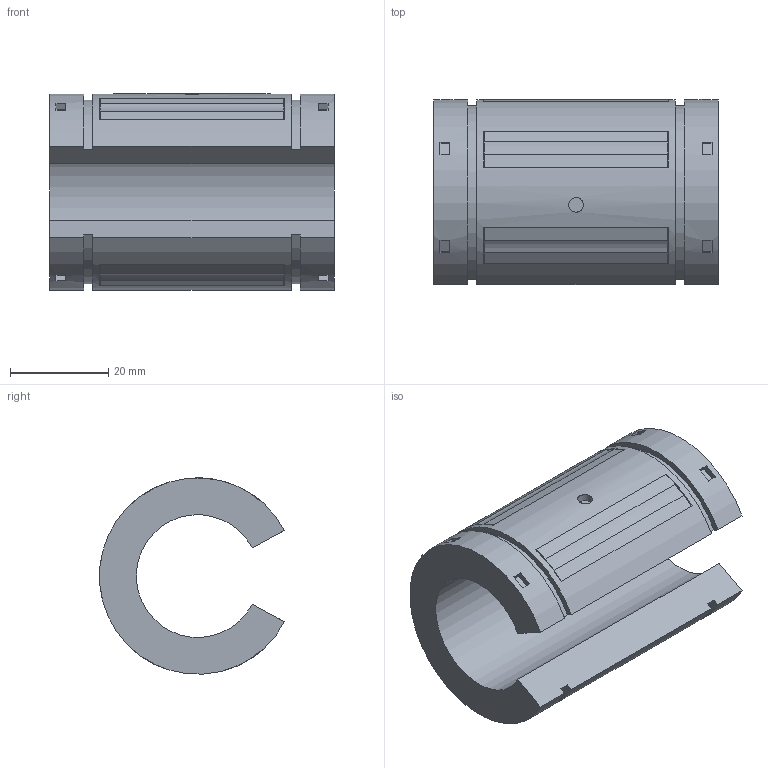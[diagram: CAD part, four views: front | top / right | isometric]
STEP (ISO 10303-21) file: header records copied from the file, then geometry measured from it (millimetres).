
FILE_DESCRIPTION( ( 'STEP AP214' ), '1' );
FILE_NAME( 'TK25UU-OP_2_14.stp', ' ', ( ' ' ), ( ' ' ), 'PSStep 15.0.47', 'PARTsolutions', ' ' );
FILE_SCHEMA( ( 'AUTOMOTIVE_DESIGN { 1 0 10303 214 1 1 1 1 }' ) );
Length unit declared in the file: millimetre
Products named in the file (2): TK25UU-OP; _TK25-OP
Assembly tree (1 placements, depth 2):
  TK25UU-OP
    _TK25-OP
Bounding box: 58 x 37.68 x 39.97 mm (x, y, z)
Volume: 36896.6 mm3; surface area: 12936.7 mm2
Topology: 1 solids, 1 shells, 117 faces, 277 edges, 178 vertices
Faces by surface type: plane 95, cylinder 22
Full cylindrical faces by diameter (mm): 3 x1
Entity records: 4370 total; most frequent: CARTESIAN_POINT 624, DIRECTION 594, ORIENTED_EDGE 552, EDGE_CURVE 276, AXIS2_PLACEMENT_3D 200, LINE 194, VECTOR 194, VERTEX_POINT 178
